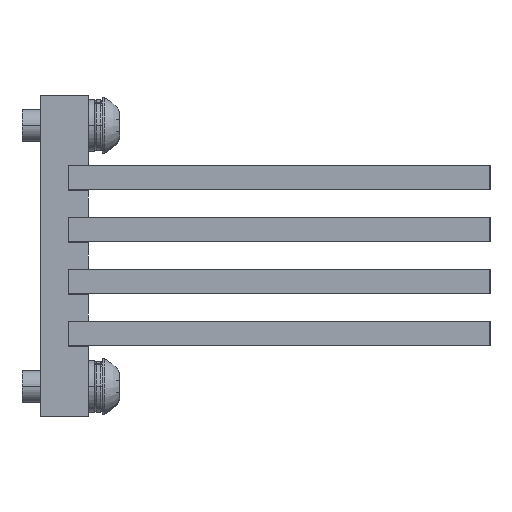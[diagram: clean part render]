
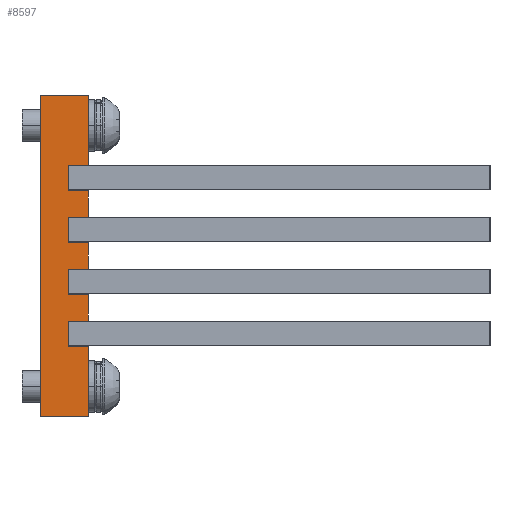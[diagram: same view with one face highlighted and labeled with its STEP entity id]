
A CAD part, left-side view. The second image highlights one B-rep face of the part: STEP entity #8597.
In plain terms, the highlighted planar face has unit normal (-1, 0, 0).
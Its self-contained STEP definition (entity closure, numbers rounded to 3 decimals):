
#8442=AXIS2_PLACEMENT_3D('Plane Axis2P3D',#8439,#8440,#8441) ;
#8408=CARTESIAN_POINT('Vertex',(-166.,-372.,319.475)) ;
#8413=CARTESIAN_POINT('Line Origine',(-166.,-369.5,319.475)) ;
#8417=CARTESIAN_POINT('Vertex',(-166.,-367.,319.475)) ;
#8439=CARTESIAN_POINT('Axis2P3D Location',(-166.,-360.,337.)) ;
#8444=CARTESIAN_POINT('Line Origine',(-166.,-372.,284.1)) ;
#8448=CARTESIAN_POINT('Vertex',(-166.,-372.,287.425)) ;
#8450=CARTESIAN_POINT('Vertex',(-166.,-372.,280.775)) ;
#8453=CARTESIAN_POINT('Line Origine',(-166.,-369.5,287.425)) ;
#8457=CARTESIAN_POINT('Vertex',(-166.,-367.,287.425)) ;
#8460=CARTESIAN_POINT('Line Origine',(-166.,-367.,290.55)) ;
#8464=CARTESIAN_POINT('Vertex',(-166.,-367.,293.675)) ;
#8467=CARTESIAN_POINT('Line Origine',(-166.,-369.5,293.675)) ;
#8471=CARTESIAN_POINT('Vertex',(-166.,-372.,293.675)) ;
#8474=CARTESIAN_POINT('Line Origine',(-166.,-372.,297.)) ;
#8478=CARTESIAN_POINT('Vertex',(-166.,-372.,300.325)) ;
#8481=CARTESIAN_POINT('Line Origine',(-166.,-369.5,300.325)) ;
#8485=CARTESIAN_POINT('Vertex',(-166.,-367.,300.325)) ;
#8488=CARTESIAN_POINT('Line Origine',(-166.,-367.,303.45)) ;
#8492=CARTESIAN_POINT('Vertex',(-166.,-367.,306.575)) ;
#8495=CARTESIAN_POINT('Line Origine',(-166.,-369.5,306.575)) ;
#8499=CARTESIAN_POINT('Vertex',(-166.,-372.,306.575)) ;
#8502=CARTESIAN_POINT('Line Origine',(-166.,-372.,309.9)) ;
#8506=CARTESIAN_POINT('Vertex',(-166.,-372.,313.225)) ;
#8509=CARTESIAN_POINT('Line Origine',(-166.,-369.5,313.225)) ;
#8513=CARTESIAN_POINT('Vertex',(-166.,-367.,313.225)) ;
#8516=CARTESIAN_POINT('Line Origine',(-166.,-367.,316.35)) ;
#8521=CARTESIAN_POINT('Line Origine',(-166.,-372.,328.238)) ;
#8525=CARTESIAN_POINT('Vertex',(-166.,-372.,337.)) ;
#8528=CARTESIAN_POINT('Line Origine',(-166.,-366.,337.)) ;
#8532=CARTESIAN_POINT('Vertex',(-166.,-360.,337.)) ;
#8535=CARTESIAN_POINT('Line Origine',(-166.,-360.,297.)) ;
#8539=CARTESIAN_POINT('Vertex',(-166.,-360.,257.)) ;
#8542=CARTESIAN_POINT('Line Origine',(-166.,-366.,257.)) ;
#8546=CARTESIAN_POINT('Vertex',(-166.,-372.,257.)) ;
#8549=CARTESIAN_POINT('Line Origine',(-166.,-372.,265.763)) ;
#8553=CARTESIAN_POINT('Vertex',(-166.,-372.,274.525)) ;
#8556=CARTESIAN_POINT('Line Origine',(-166.,-369.5,274.525)) ;
#8560=CARTESIAN_POINT('Vertex',(-166.,-367.,274.525)) ;
#8563=CARTESIAN_POINT('Line Origine',(-166.,-367.,277.65)) ;
#8567=CARTESIAN_POINT('Vertex',(-166.,-367.,280.775)) ;
#8570=CARTESIAN_POINT('Line Origine',(-166.,-369.5,280.775)) ;
#8414=DIRECTION('Vector Direction',(0.,1.,0.)) ;
#8440=DIRECTION('Axis2P3D Direction',(-1.,0.,0.)) ;
#8441=DIRECTION('Axis2P3D XDirection',(0.,0.,-1.)) ;
#8445=DIRECTION('Vector Direction',(0.,0.,-1.)) ;
#8454=DIRECTION('Vector Direction',(0.,-1.,0.)) ;
#8461=DIRECTION('Vector Direction',(0.,0.,1.)) ;
#8468=DIRECTION('Vector Direction',(0.,1.,0.)) ;
#8475=DIRECTION('Vector Direction',(0.,0.,-1.)) ;
#8482=DIRECTION('Vector Direction',(0.,-1.,0.)) ;
#8489=DIRECTION('Vector Direction',(0.,0.,1.)) ;
#8496=DIRECTION('Vector Direction',(0.,1.,0.)) ;
#8503=DIRECTION('Vector Direction',(0.,0.,-1.)) ;
#8510=DIRECTION('Vector Direction',(0.,-1.,0.)) ;
#8517=DIRECTION('Vector Direction',(0.,0.,1.)) ;
#8522=DIRECTION('Vector Direction',(0.,0.,-1.)) ;
#8529=DIRECTION('Vector Direction',(0.,-1.,0.)) ;
#8536=DIRECTION('Vector Direction',(0.,0.,-1.)) ;
#8543=DIRECTION('Vector Direction',(0.,-1.,0.)) ;
#8550=DIRECTION('Vector Direction',(0.,0.,-1.)) ;
#8557=DIRECTION('Vector Direction',(0.,-1.,0.)) ;
#8564=DIRECTION('Vector Direction',(0.,0.,1.)) ;
#8571=DIRECTION('Vector Direction',(0.,1.,0.)) ;
#8415=VECTOR('Line Direction',#8414,1.) ;
#8446=VECTOR('Line Direction',#8445,1.) ;
#8455=VECTOR('Line Direction',#8454,1.) ;
#8462=VECTOR('Line Direction',#8461,1.) ;
#8469=VECTOR('Line Direction',#8468,1.) ;
#8476=VECTOR('Line Direction',#8475,1.) ;
#8483=VECTOR('Line Direction',#8482,1.) ;
#8490=VECTOR('Line Direction',#8489,1.) ;
#8497=VECTOR('Line Direction',#8496,1.) ;
#8504=VECTOR('Line Direction',#8503,1.) ;
#8511=VECTOR('Line Direction',#8510,1.) ;
#8518=VECTOR('Line Direction',#8517,1.) ;
#8523=VECTOR('Line Direction',#8522,1.) ;
#8530=VECTOR('Line Direction',#8529,1.) ;
#8537=VECTOR('Line Direction',#8536,1.) ;
#8544=VECTOR('Line Direction',#8543,1.) ;
#8551=VECTOR('Line Direction',#8550,1.) ;
#8558=VECTOR('Line Direction',#8557,1.) ;
#8565=VECTOR('Line Direction',#8564,1.) ;
#8572=VECTOR('Line Direction',#8571,1.) ;
#8576=ORIENTED_EDGE('',*,*,#8452,.F.) ;
#8577=ORIENTED_EDGE('',*,*,#8459,.F.) ;
#8578=ORIENTED_EDGE('',*,*,#8466,.F.) ;
#8579=ORIENTED_EDGE('',*,*,#8473,.F.) ;
#8580=ORIENTED_EDGE('',*,*,#8480,.F.) ;
#8581=ORIENTED_EDGE('',*,*,#8487,.F.) ;
#8582=ORIENTED_EDGE('',*,*,#8494,.F.) ;
#8583=ORIENTED_EDGE('',*,*,#8501,.F.) ;
#8584=ORIENTED_EDGE('',*,*,#8508,.F.) ;
#8585=ORIENTED_EDGE('',*,*,#8515,.F.) ;
#8586=ORIENTED_EDGE('',*,*,#8520,.F.) ;
#8587=ORIENTED_EDGE('',*,*,#8419,.F.) ;
#8588=ORIENTED_EDGE('',*,*,#8527,.F.) ;
#8589=ORIENTED_EDGE('',*,*,#8534,.F.) ;
#8590=ORIENTED_EDGE('',*,*,#8541,.T.) ;
#8591=ORIENTED_EDGE('',*,*,#8548,.T.) ;
#8592=ORIENTED_EDGE('',*,*,#8555,.F.) ;
#8593=ORIENTED_EDGE('',*,*,#8562,.F.) ;
#8594=ORIENTED_EDGE('',*,*,#8569,.F.) ;
#8595=ORIENTED_EDGE('',*,*,#8574,.F.) ;
#8597=ADVANCED_FACE('RB0349001_1PA_001_04_N2_4000_FP_TERMINAL_SHORT.3\\RB7382001_PLATE.1\\PartBody',(#8596),#8443,.T.) ;
#8419=EDGE_CURVE('',#8409,#8418,#8416,.T.) ;
#8452=EDGE_CURVE('',#8449,#8451,#8447,.T.) ;
#8459=EDGE_CURVE('',#8458,#8449,#8456,.T.) ;
#8466=EDGE_CURVE('',#8465,#8458,#8463,.F.) ;
#8473=EDGE_CURVE('',#8472,#8465,#8470,.T.) ;
#8480=EDGE_CURVE('',#8479,#8472,#8477,.T.) ;
#8487=EDGE_CURVE('',#8486,#8479,#8484,.T.) ;
#8494=EDGE_CURVE('',#8493,#8486,#8491,.F.) ;
#8501=EDGE_CURVE('',#8500,#8493,#8498,.T.) ;
#8508=EDGE_CURVE('',#8507,#8500,#8505,.T.) ;
#8515=EDGE_CURVE('',#8514,#8507,#8512,.T.) ;
#8520=EDGE_CURVE('',#8418,#8514,#8519,.F.) ;
#8527=EDGE_CURVE('',#8526,#8409,#8524,.T.) ;
#8534=EDGE_CURVE('',#8533,#8526,#8531,.T.) ;
#8541=EDGE_CURVE('',#8533,#8540,#8538,.T.) ;
#8548=EDGE_CURVE('',#8540,#8547,#8545,.T.) ;
#8555=EDGE_CURVE('',#8554,#8547,#8552,.T.) ;
#8562=EDGE_CURVE('',#8561,#8554,#8559,.T.) ;
#8569=EDGE_CURVE('',#8568,#8561,#8566,.F.) ;
#8574=EDGE_CURVE('',#8451,#8568,#8573,.T.) ;
#8575=EDGE_LOOP('',(#8576,#8577,#8578,#8579,#8580,#8581,#8582,#8583,#8584,#8585,#8586,#8587,#8588,#8589,#8590,#8591,#8592,#8593,#8594,#8595)) ;
#8596=FACE_OUTER_BOUND('',#8575,.T.) ;
#8416=LINE('Line',#8413,#8415) ;
#8447=LINE('Line',#8444,#8446) ;
#8456=LINE('Line',#8453,#8455) ;
#8463=LINE('Line',#8460,#8462) ;
#8470=LINE('Line',#8467,#8469) ;
#8477=LINE('Line',#8474,#8476) ;
#8484=LINE('Line',#8481,#8483) ;
#8491=LINE('Line',#8488,#8490) ;
#8498=LINE('Line',#8495,#8497) ;
#8505=LINE('Line',#8502,#8504) ;
#8512=LINE('Line',#8509,#8511) ;
#8519=LINE('Line',#8516,#8518) ;
#8524=LINE('Line',#8521,#8523) ;
#8531=LINE('Line',#8528,#8530) ;
#8538=LINE('Line',#8535,#8537) ;
#8545=LINE('Line',#8542,#8544) ;
#8552=LINE('Line',#8549,#8551) ;
#8559=LINE('Line',#8556,#8558) ;
#8566=LINE('Line',#8563,#8565) ;
#8573=LINE('Line',#8570,#8572) ;
#8443=PLANE('',#8442) ;
#8409=VERTEX_POINT('',#8408) ;
#8418=VERTEX_POINT('',#8417) ;
#8449=VERTEX_POINT('',#8448) ;
#8451=VERTEX_POINT('',#8450) ;
#8458=VERTEX_POINT('',#8457) ;
#8465=VERTEX_POINT('',#8464) ;
#8472=VERTEX_POINT('',#8471) ;
#8479=VERTEX_POINT('',#8478) ;
#8486=VERTEX_POINT('',#8485) ;
#8493=VERTEX_POINT('',#8492) ;
#8500=VERTEX_POINT('',#8499) ;
#8507=VERTEX_POINT('',#8506) ;
#8514=VERTEX_POINT('',#8513) ;
#8526=VERTEX_POINT('',#8525) ;
#8533=VERTEX_POINT('',#8532) ;
#8540=VERTEX_POINT('',#8539) ;
#8547=VERTEX_POINT('',#8546) ;
#8554=VERTEX_POINT('',#8553) ;
#8561=VERTEX_POINT('',#8560) ;
#8568=VERTEX_POINT('',#8567) ;
